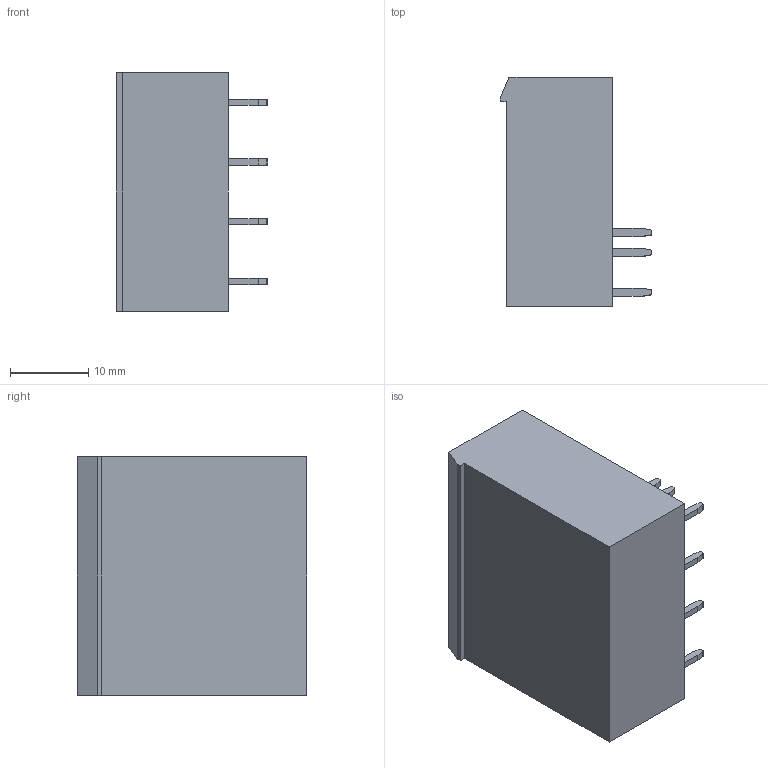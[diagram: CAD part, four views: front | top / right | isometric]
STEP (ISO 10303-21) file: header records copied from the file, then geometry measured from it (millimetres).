
FILE_DESCRIPTION(/* description */ (''),/* implementation_level */ '2;1');
FILE_NAME(/* name */ 'MC-PHH7.62H04.stp',/* time_stamp */ '2022-03-28T10:57:18+08:00',/* author */ (''),/* organization */ (''),/* preprocessor_version */ 'ST-DEVELOPER v16.7',/* originating_system */ 'SIEMENS PLM Software NX 12.0',/* authorisation */ '');
FILE_SCHEMA (('AUTOMOTIVE_DESIGN { 1 0 10303 214 3 1 1 1 }'));
Length unit declared in the file: millimetre
Products named in the file (1): SP1BC081C0fnvi
Bounding box: 19.3 x 29.25 x 30.46 mm (x, y, z)
Volume: 10301.3 mm3; surface area: 4817.2 mm2
Topology: 1 solids, 1 shells, 315 faces, 871 edges, 570 vertices
Faces by surface type: plane 243, cylinder 60, sphere 12
Entity records: 10121 total; most frequent: CARTESIAN_POINT 1985, ORIENTED_EDGE 1718, DIRECTION 1619, EDGE_CURVE 859, LINE 715, VECTOR 715, VERTEX_POINT 570, AXIS2_PLACEMENT_3D 452
